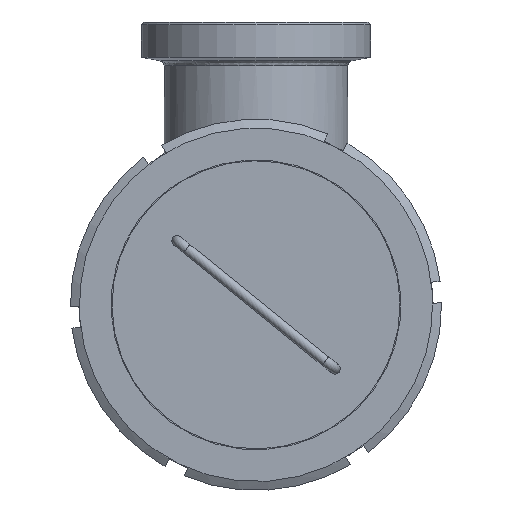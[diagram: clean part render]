
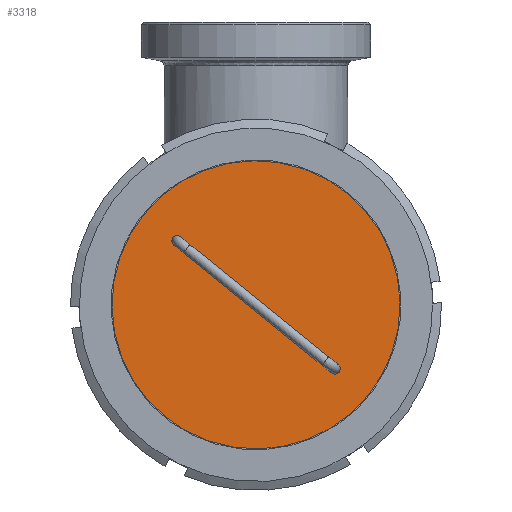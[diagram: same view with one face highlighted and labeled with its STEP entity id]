
A CAD part, left-side view. The second image highlights one B-rep face of the part: STEP entity #3318.
In plain terms, the highlighted planar face has unit normal (-1, 0, 0).
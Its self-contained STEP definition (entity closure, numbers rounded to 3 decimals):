
#3280=CARTESIAN_POINT('',(-381.,25.653,-31.662));
#3281=DIRECTION('',(-1.0,0.0,0.0));
#3282=DIRECTION('',(0.0,0.777,0.63));
#3283=AXIS2_PLACEMENT_3D('',#3280,#3281,#3282);
#3284=PLANE('',#3283);
#3285=CARTESIAN_POINT('',(-381.,51.307,-63.324));
#3286=VERTEX_POINT('',#3285);
#3287=CARTESIAN_POINT('',(-381.,0.,0.));
#3288=DIRECTION('',(-1.0,0.0,0.0));
#3289=DIRECTION('',(0.0,0.63,-0.777));
#3290=AXIS2_PLACEMENT_3D('',#3287,#3288,#3289);
#3291=CIRCLE('',#3290,81.5);
#3292=EDGE_CURVE('',#3286,#3286,#3291,.T.);
#3293=ORIENTED_EDGE('',*,*,#3292,.T.);
#3294=EDGE_LOOP('',(#3293));
#3295=FACE_OUTER_BOUND('',#3294,.T.);
#3296=CARTESIAN_POINT('',(-381.,47.007,38.087));
#3297=VERTEX_POINT('',#3296);
#3298=CARTESIAN_POINT('',(-381.,44.676,36.198));
#3299=DIRECTION('',(1.0,0.,0.));
#3300=DIRECTION('',(0.,-0.777,-0.63));
#3301=AXIS2_PLACEMENT_3D('',#3298,#3299,#3300);
#3302=CIRCLE('',#3301,3.);
#3303=EDGE_CURVE('',#3297,#3297,#3302,.T.);
#3304=ORIENTED_EDGE('',*,*,#3303,.T.);
#3305=EDGE_LOOP('',(#3304));
#3306=FACE_BOUND('',#3305,.T.);
#3307=CARTESIAN_POINT('',(-381.,-47.007,-38.087));
#3308=VERTEX_POINT('',#3307);
#3309=CARTESIAN_POINT('',(-381.,-44.676,-36.198));
#3310=DIRECTION('',(1.0,0.,0.));
#3311=DIRECTION('',(0.,0.777,0.63));
#3312=AXIS2_PLACEMENT_3D('',#3309,#3310,#3311);
#3313=CIRCLE('',#3312,3.);
#3314=EDGE_CURVE('',#3308,#3308,#3313,.T.);
#3315=ORIENTED_EDGE('',*,*,#3314,.T.);
#3316=EDGE_LOOP('',(#3315));
#3317=FACE_BOUND('',#3316,.T.);
#3318=ADVANCED_FACE('',(#3295,#3306,#3317),#3284,.T.);
